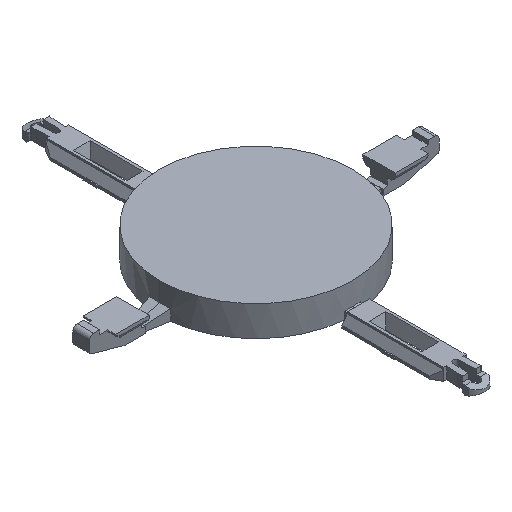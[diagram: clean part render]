
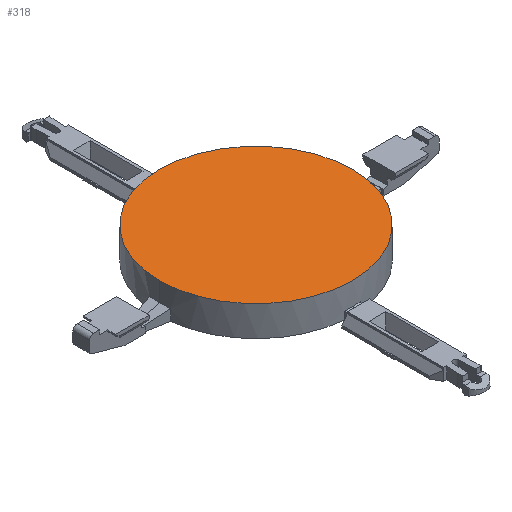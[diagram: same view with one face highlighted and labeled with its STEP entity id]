
A CAD part, isometric view. The second image highlights one B-rep face of the part: STEP entity #318.
In plain terms, the highlighted planar face has unit normal (0, 0, 1).
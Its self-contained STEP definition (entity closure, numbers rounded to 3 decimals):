
#70=AXIS2_PLACEMENT_3D('Circle Axis2P3D',#68,#69,$) ;
#172=AXIS2_PLACEMENT_3D('Circle Axis2P3D',#170,#171,$) ;
#312=AXIS2_PLACEMENT_3D('Plane Axis2P3D',#309,#310,#311) ;
#65=CARTESIAN_POINT('Vertex',(5.68,16.615,2.373)) ;
#68=CARTESIAN_POINT('Axis2P3D Location',(12.68,16.615,2.373)) ;
#72=CARTESIAN_POINT('Vertex',(19.68,16.615,2.373)) ;
#170=CARTESIAN_POINT('Axis2P3D Location',(12.68,16.615,2.373)) ;
#309=CARTESIAN_POINT('Axis2P3D Location',(0.,0.,2.373)) ;
#69=DIRECTION('Axis2P3D Direction',(0.,0.,1.)) ;
#171=DIRECTION('Axis2P3D Direction',(0.,0.,1.)) ;
#310=DIRECTION('Axis2P3D Direction',(0.,0.,1.)) ;
#311=DIRECTION('Axis2P3D XDirection',(1.,0.,0.)) ;
#315=ORIENTED_EDGE('',*,*,#74,.T.) ;
#316=ORIENTED_EDGE('',*,*,#174,.T.) ;
#318=ADVANCED_FACE('Hauptkoerper',(#317),#313,.T.) ;
#71=CIRCLE('generated circle',#70,7.) ;
#173=CIRCLE('generated circle',#172,7.) ;
#74=EDGE_CURVE('',#73,#66,#71,.T.) ;
#174=EDGE_CURVE('',#66,#73,#173,.T.) ;
#314=EDGE_LOOP('',(#315,#316)) ;
#317=FACE_OUTER_BOUND('',#314,.T.) ;
#313=PLANE('',#312) ;
#66=VERTEX_POINT('',#65) ;
#73=VERTEX_POINT('',#72) ;
